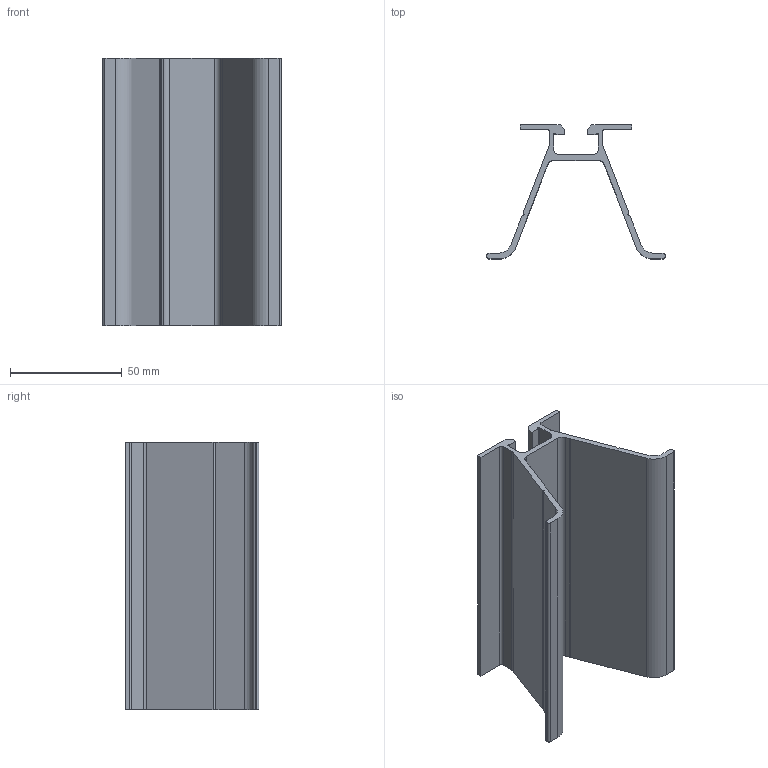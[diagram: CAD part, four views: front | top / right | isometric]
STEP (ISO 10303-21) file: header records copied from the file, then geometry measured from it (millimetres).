
FILE_DESCRIPTION (( 'STEP AP203' ), '1' );
FILE_NAME ('084.106.904.STEP', '2013-01-23T14:47:18', ( 'Alusic' ), ( 'Alusic' ), 'SwSTEP 2.0', 'SolidWorks 2011', '' );
FILE_SCHEMA (( 'CONFIG_CONTROL_DESIGN' ));
Length unit declared in the file: millimetre
Products named in the file (1): 084.106.904
Bounding box: 80 x 60 x 120 mm (x, y, z)
Volume: 59917.7 mm3; surface area: 48817.3 mm2
Topology: 1 solids, 1 shells, 63 faces, 183 edges, 122 vertices
Faces by surface type: plane 43, cylinder 20
Entity records: 2154 total; most frequent: CARTESIAN_POINT 369, ORIENTED_EDGE 366, DIRECTION 351, EDGE_CURVE 183, VECTOR 143, LINE 143, VERTEX_POINT 122, AXIS2_PLACEMENT_3D 104
